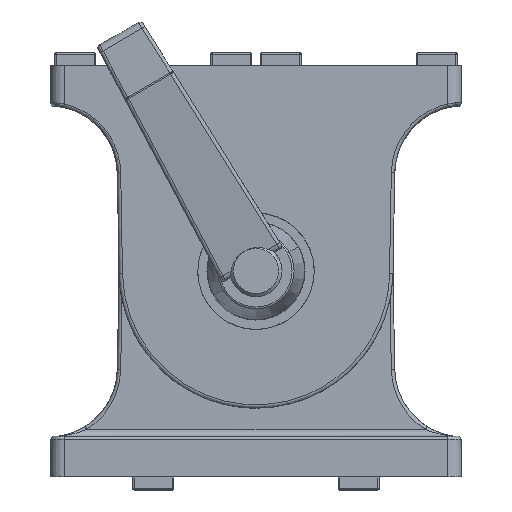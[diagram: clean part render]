
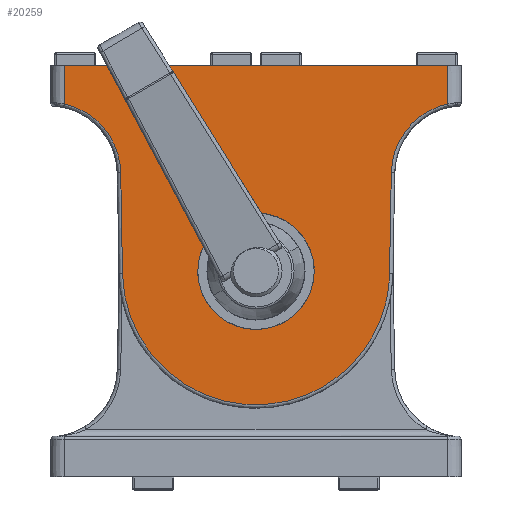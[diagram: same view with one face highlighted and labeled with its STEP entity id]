
A CAD part, top view. The second image highlights one B-rep face of the part: STEP entity #20259.
In plain terms, the highlighted face is planar.
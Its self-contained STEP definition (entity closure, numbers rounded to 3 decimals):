
#160 = LINE ( 'NONE', #3625, #13996 ) ;
#873 = CARTESIAN_POINT ( 'NONE',  ( 8.5, 30., -14.738 ) ) ;
#1901 = VECTOR ( 'NONE', #5794, 1000. ) ;
#2018 = VERTEX_POINT ( 'NONE', #20653 ) ;
#2112 = DIRECTION ( 'NONE',  ( 0., 0.009, -1. ) ) ;
#2512 = CARTESIAN_POINT ( 'NONE',  ( -8.5, 47., -14.59 ) ) ;
#2593 = EDGE_LOOP ( 'NONE', ( #6231, #6849 ) ) ;
#2619 = DIRECTION ( 'NONE',  ( 0., -1., -0.009 ) ) ;
#2677 = VECTOR ( 'NONE', #9615, 1000. ) ;
#3472 = CARTESIAN_POINT ( 'NONE',  ( -28., 0., -15. ) ) ;
#3625 = CARTESIAN_POINT ( 'NONE',  ( -28., 0., -15. ) ) ;
#3649 = DIRECTION ( 'NONE',  ( 0., 1., 0.009 ) ) ;
#3767 = CARTESIAN_POINT ( 'NONE',  ( 30., 0., -15. ) ) ;
#3911 = CARTESIAN_POINT ( 'NONE',  ( 28., 5.57, -14.951 ) ) ;
#3949 = CARTESIAN_POINT ( 'NONE',  ( 28., 0., -15. ) ) ;
#4192 = CARTESIAN_POINT ( 'NONE',  ( -8.5, 30., -14.738 ) ) ;
#4500 = CARTESIAN_POINT ( 'NONE',  ( 8.5, 13., -14.887 ) ) ;
#4620 = CARTESIAN_POINT ( 'NONE',  ( 23.053, 6.658, -14.942 ) ) ;
#4932 = CARTESIAN_POINT ( 'NONE',  ( 19.757, 15.642, -14.863 ) ) ;
#5118 = CARTESIAN_POINT ( 'NONE',  ( -19.757, 15.642, -14.863 ) ) ;
#5126 = CARTESIAN_POINT ( 'NONE',  ( 19.5, 30.345, -14.735 ) ) ;
#5275 = CARTESIAN_POINT ( 'NONE',  ( 18.842, 68.024, -14.406 ) ) ;
#5368 = PLANE ( 'NONE',  #17944 ) ;
#5604 = CARTESIAN_POINT ( 'NONE',  ( 19.845, 10.578, -14.908 ) ) ;
#5706 = LINE ( 'NONE', #3949, #18592 ) ;
#5716 = VERTEX_POINT ( 'NONE', #18483 ) ;
#5794 = DIRECTION ( 'NONE',  ( 0.017, 1., 0.009 ) ) ;
#6067 = CARTESIAN_POINT ( 'NONE',  ( -8.5, 13., -14.887 ) ) ;
#6231 = ORIENTED_EDGE ( 'NONE', *, *, #18572, .T. ) ;
#6624 = CARTESIAN_POINT ( 'NONE',  ( -19.5, 30.34, -14.735 ) ) ;
#6730 = CARTESIAN_POINT ( 'NONE',  ( -19.5, 30.345, -14.735 ) ) ;
#6849 = ORIENTED_EDGE ( 'NONE', *, *, #20648, .T. ) ;
#7035 = DIRECTION ( 'NONE',  ( 0., 1., 0.009 ) ) ;
#7107 = ORIENTED_EDGE ( 'NONE', *, *, #8421, .T. ) ;
#7287 = FACE_OUTER_BOUND ( 'NONE', #11666, .T. ) ;
#7669 = CARTESIAN_POINT ( 'NONE',  ( -19.5, 30.345, -14.735 ) ) ;
#7813 = FACE_BOUND ( 'NONE', #2593, .T. ) ;
#7821 = ORIENTED_EDGE ( 'NONE', *, *, #10131, .T. ) ;
#7956 = VERTEX_POINT ( 'NONE', #6730 ) ;
#8116 = ORIENTED_EDGE ( 'NONE', *, *, #10158, .T. ) ;
#8421 = EDGE_CURVE ( 'NONE', #19299, #2018, #160, .T. ) ;
#8689 = ORIENTED_EDGE ( 'NONE', *, *, #9660, .T. ) ;
#8957 = ORIENTED_EDGE ( 'NONE', *, *, #11148, .T. ) ;
#9080 =( BOUNDED_CURVE ( )  B_SPLINE_CURVE ( 3, ( #12930, #6067, #4500, #16281 ),
 .UNSPECIFIED., .F., .F. ) 
 B_SPLINE_CURVE_WITH_KNOTS ( ( 4, 4 ),
 ( 4.712, 7.854 ),
 .UNSPECIFIED. ) 
 CURVE ( )  GEOMETRIC_REPRESENTATION_ITEM ( )  RATIONAL_B_SPLINE_CURVE ( ( 1., 0.333, 0.333, 1. ) ) 
 REPRESENTATION_ITEM ( '' )  );
#9108 =( BOUNDED_CURVE ( )  B_SPLINE_CURVE ( 3, ( #7669, #9370, #5275, #5126 ),
 .UNSPECIFIED., .F., .F. ) 
 B_SPLINE_CURVE_WITH_KNOTS ( ( 4, 4 ),
 ( 1.588, 4.695 ),
 .UNSPECIFIED. ) 
 CURVE ( )  GEOMETRIC_REPRESENTATION_ITEM ( )  RATIONAL_B_SPLINE_CURVE ( ( 1., 0.345, 0.345, 1. ) ) 
 REPRESENTATION_ITEM ( '' )  );
#9220 = ORIENTED_EDGE ( 'NONE', *, *, #10165, .T. ) ;
#9370 = CARTESIAN_POINT ( 'NONE',  ( -18.842, 68.024, -14.406 ) ) ;
#9615 = DIRECTION ( 'NONE',  ( -1., 0., 0. ) ) ;
#9660 = EDGE_CURVE ( 'NONE', #7956, #5716, #9108, .T. ) ;
#9706 = ORIENTED_EDGE ( 'NONE', *, *, #10195, .T. ) ;
#9870 = VERTEX_POINT ( 'NONE', #12317 ) ;
#9915 = CARTESIAN_POINT ( 'NONE',  ( 30., 0., -15. ) ) ;
#9921 = EDGE_CURVE ( 'NONE', #16030, #19299, #11063, .T. ) ;
#10018 = ORIENTED_EDGE ( 'NONE', *, *, #9921, .T. ) ;
#10113 = DIRECTION ( 'NONE',  ( 0.017, -1., -0.009 ) ) ;
#10131 = EDGE_CURVE ( 'NONE', #2018, #10838, #12724, .T. ) ;
#10158 = EDGE_CURVE ( 'NONE', #10838, #7956, #10787, .T. ) ;
#10165 = EDGE_CURVE ( 'NONE', #9870, #17281, #10404, .T. ) ;
#10181 = LINE ( 'NONE', #11860, #14170 ) ;
#10195 = EDGE_CURVE ( 'NONE', #17281, #16030, #5706, .T. ) ;
#10404 =( BOUNDED_CURVE ( )  B_SPLINE_CURVE ( 3, ( #4932, #5604, #4620, #3911 ),
 .UNSPECIFIED., .F., .F. ) 
 B_SPLINE_CURVE_WITH_KNOTS ( ( 4, 4 ),
 ( 4.73, 6.067 ),
 .UNSPECIFIED. ) 
 CURVE ( )  GEOMETRIC_REPRESENTATION_ITEM ( )  RATIONAL_B_SPLINE_CURVE ( ( 1., 0.857, 0.857, 1. ) ) 
 REPRESENTATION_ITEM ( '' )  );
#10787 = LINE ( 'NONE', #6624, #1901 ) ;
#10838 = VERTEX_POINT ( 'NONE', #5118 ) ;
#11063 = LINE ( 'NONE', #9915, #2677 ) ;
#11148 = EDGE_CURVE ( 'NONE', #5716, #9870, #10181, .T. ) ;
#11464 = CARTESIAN_POINT ( 'NONE',  ( 28., 0., -15. ) ) ;
#11666 = EDGE_LOOP ( 'NONE', ( #7107, #7821, #8116, #8689, #8957, #9220, #9706, #10018 ) ) ;
#11860 = CARTESIAN_POINT ( 'NONE',  ( 19.757, 15.638, -14.864 ) ) ;
#12317 = CARTESIAN_POINT ( 'NONE',  ( 19.757, 15.642, -14.863 ) ) ;
#12463 = CARTESIAN_POINT ( 'NONE',  ( -19.845, 10.578, -14.908 ) ) ;
#12545 = CARTESIAN_POINT ( 'NONE',  ( 8.5, 47., -14.59 ) ) ;
#12724 =( BOUNDED_CURVE ( )  B_SPLINE_CURVE ( 3, ( #14186, #12774, #12463, #18243 ),
 .UNSPECIFIED., .F., .F. ) 
 B_SPLINE_CURVE_WITH_KNOTS ( ( 4, 4 ),
 ( 0.216, 1.553 ),
 .UNSPECIFIED. ) 
 CURVE ( )  GEOMETRIC_REPRESENTATION_ITEM ( )  RATIONAL_B_SPLINE_CURVE ( ( 1., 0.857, 0.857, 1. ) ) 
 REPRESENTATION_ITEM ( '' )  );
#12774 = CARTESIAN_POINT ( 'NONE',  ( -23.053, 6.658, -14.942 ) ) ;
#12930 = CARTESIAN_POINT ( 'NONE',  ( -8.5, 30., -14.738 ) ) ;
#13463 = CARTESIAN_POINT ( 'NONE',  ( 8.5, 30., -14.738 ) ) ;
#13996 = VECTOR ( 'NONE', #3649, 1000. ) ;
#14170 = VECTOR ( 'NONE', #10113, 1000. ) ;
#14186 = CARTESIAN_POINT ( 'NONE',  ( -28., 5.57, -14.951 ) ) ;
#14248 = CARTESIAN_POINT ( 'NONE',  ( -8.5, 30., -14.738 ) ) ;
#14415 = VERTEX_POINT ( 'NONE', #4192 ) ;
#16030 = VERTEX_POINT ( 'NONE', #11464 ) ;
#16281 = CARTESIAN_POINT ( 'NONE',  ( 8.5, 30., -14.738 ) ) ;
#16416 =( BOUNDED_CURVE ( )  B_SPLINE_CURVE ( 3, ( #873, #12545, #2512, #14248 ),
 .UNSPECIFIED., .F., .F. ) 
 B_SPLINE_CURVE_WITH_KNOTS ( ( 4, 4 ),
 ( 1.571, 4.712 ),
 .UNSPECIFIED. ) 
 CURVE ( )  GEOMETRIC_REPRESENTATION_ITEM ( )  RATIONAL_B_SPLINE_CURVE ( ( 1., 0.333, 0.333, 1. ) ) 
 REPRESENTATION_ITEM ( '' )  );
#17281 = VERTEX_POINT ( 'NONE', #18351 ) ;
#17944 = AXIS2_PLACEMENT_3D ( 'NONE', #3767, #2112, #7035 ) ;
#18243 = CARTESIAN_POINT ( 'NONE',  ( -19.757, 15.642, -14.863 ) ) ;
#18351 = CARTESIAN_POINT ( 'NONE',  ( 28., 5.57, -14.951 ) ) ;
#18483 = CARTESIAN_POINT ( 'NONE',  ( 19.5, 30.345, -14.735 ) ) ;
#18572 = EDGE_CURVE ( 'NONE', #14415, #21407, #9080, .T. ) ;
#18592 = VECTOR ( 'NONE', #2619, 1000. ) ;
#19299 = VERTEX_POINT ( 'NONE', #3472 ) ;
#20259 = ADVANCED_FACE ( 'NONE', ( #7813, #7287 ), #5368, .T. ) ;
#20648 = EDGE_CURVE ( 'NONE', #21407, #14415, #16416, .T. ) ;
#20653 = CARTESIAN_POINT ( 'NONE',  ( -28., 5.57, -14.951 ) ) ;
#21407 = VERTEX_POINT ( 'NONE', #13463 ) ;
